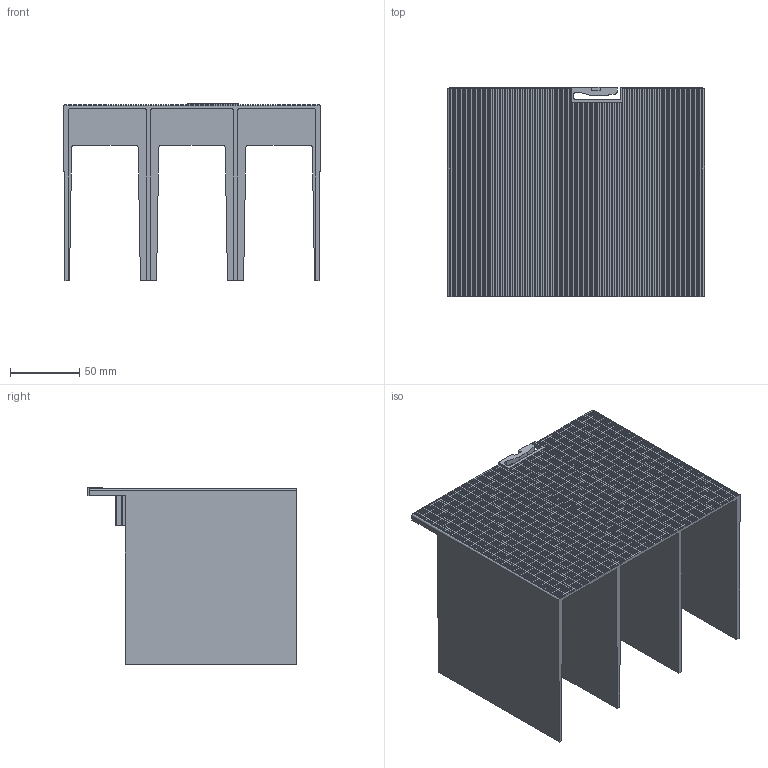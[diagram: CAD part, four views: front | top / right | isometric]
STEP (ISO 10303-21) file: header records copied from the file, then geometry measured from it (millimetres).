
FILE_DESCRIPTION( ( 'STEP AP214' ), '1' );
FILE_NAME( 'abb_LT460-AL_Terminal shroud, 3-pole, AF400-AF460, with lugs.stp', '2019-03-06T22:09:06', ( '' ), ( '' ), ' ', 'PARTsolutions', ' ' );
FILE_SCHEMA( ( 'AUTOMOTIVE_DESIGN { 1 0 10303 214 1 1 1 1 }' ) );
Length unit declared in the file: millimetre
Products named in the file (1): _abb_LT460-AL_Terminal shroud, 3-pole, AF400-AF460, with lugs
Bounding box: 185.98 x 151 x 128.2 mm (x, y, z)
Volume: 290880.4 mm3; surface area: 212704.1 mm2
Topology: 1 solids, 1 shells, 541 faces, 1617 edges, 1078 vertices
Faces by surface type: plane 505, cylinder 36
Entity records: 22227 total; most frequent: CARTESIAN_POINT 3237, ORIENTED_EDGE 3234, DIRECTION 2773, EDGE_CURVE 1617, LINE 1545, VECTOR 1545, VERTEX_POINT 1078, AXIS2_PLACEMENT_3D 614
